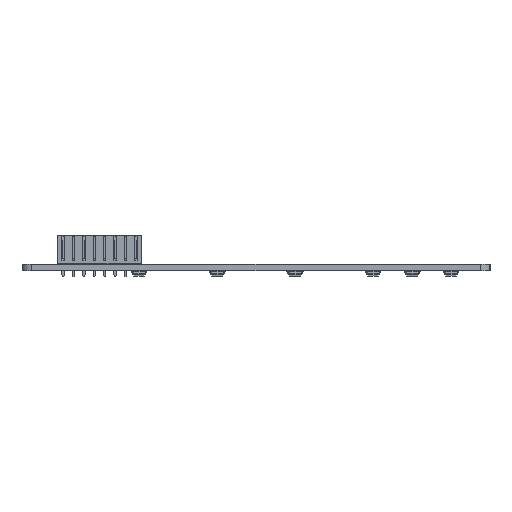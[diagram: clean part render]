
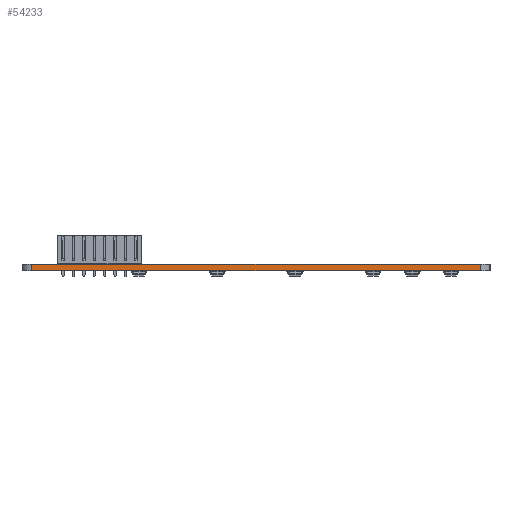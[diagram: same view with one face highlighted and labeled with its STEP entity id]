
A CAD part, left-side view. The second image highlights one B-rep face of the part: STEP entity #54233.
In plain terms, the highlighted planar face has unit normal (-1, 0, 0).
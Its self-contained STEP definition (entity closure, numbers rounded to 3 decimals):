
#22275 = PLANE('',#22276);
#22276 = AXIS2_PLACEMENT_3D('',#22277,#22278,#22279);
#22277 = CARTESIAN_POINT('',(142.875,-38.1,1.6));
#22278 = DIRECTION('',(0.,0.,1.));
#22279 = DIRECTION('',(1.,0.,0.));
#22330 = PLANE('',#22331);
#22331 = AXIS2_PLACEMENT_3D('',#22332,#22333,#22334);
#22332 = CARTESIAN_POINT('',(142.875,-38.1,0.));
#22333 = DIRECTION('',(0.,0.,1.));
#22334 = DIRECTION('',(1.,0.,0.));
#22363 = CYLINDRICAL_SURFACE('',#22364,2.381);
#22364 = AXIS2_PLACEMENT_3D('',#22365,#22366,#22367);
#22365 = CARTESIAN_POINT('',(-16.669,-92.869,0.));
#22366 = DIRECTION('',(0.,0.,-1.));
#22367 = DIRECTION('',(1.,0.,0.));
#22552 = VERTEX_POINT('',#22553);
#22553 = CARTESIAN_POINT('',(-19.05,16.669,0.));
#22568 = CYLINDRICAL_SURFACE('',#22569,2.381);
#22569 = AXIS2_PLACEMENT_3D('',#22570,#22571,#22572);
#22570 = CARTESIAN_POINT('',(-16.669,16.669,0.));
#22571 = DIRECTION('',(0.,0.,-1.));
#22572 = DIRECTION('',(1.,0.,0.));
#22580 = EDGE_CURVE('',#22552,#22581,#22583,.T.);
#22581 = VERTEX_POINT('',#22582);
#22582 = CARTESIAN_POINT('',(-19.05,-92.869,0.));
#22583 = SURFACE_CURVE('',#22584,(#22588,#22595),.PCURVE_S1.);
#22584 = LINE('',#22585,#22586);
#22585 = CARTESIAN_POINT('',(-19.05,16.669,0.));
#22586 = VECTOR('',#22587,1.);
#22587 = DIRECTION('',(0.,-1.,0.));
#22588 = PCURVE('',#22330,#22589);
#22589 = DEFINITIONAL_REPRESENTATION('',(#22590),#22594);
#22590 = LINE('',#22591,#22592);
#22591 = CARTESIAN_POINT('',(-161.925,54.769));
#22592 = VECTOR('',#22593,1.);
#22593 = DIRECTION('',(0.,-1.));
#22594 = ( GEOMETRIC_REPRESENTATION_CONTEXT(2) 
PARAMETRIC_REPRESENTATION_CONTEXT() REPRESENTATION_CONTEXT('2D SPACE',''
  ) );
#22595 = PCURVE('',#22596,#22601);
#22596 = PLANE('',#22597);
#22597 = AXIS2_PLACEMENT_3D('',#22598,#22599,#22600);
#22598 = CARTESIAN_POINT('',(-19.05,16.669,0.));
#22599 = DIRECTION('',(1.,0.,0.));
#22600 = DIRECTION('',(0.,-1.,0.));
#22601 = DEFINITIONAL_REPRESENTATION('',(#22602),#22606);
#22602 = LINE('',#22603,#22604);
#22603 = CARTESIAN_POINT('',(0.,0.));
#22604 = VECTOR('',#22605,1.);
#22605 = DIRECTION('',(1.,0.));
#22606 = ( GEOMETRIC_REPRESENTATION_CONTEXT(2) 
PARAMETRIC_REPRESENTATION_CONTEXT() REPRESENTATION_CONTEXT('2D SPACE',''
  ) );
#39785 = VERTEX_POINT('',#39786);
#39786 = CARTESIAN_POINT('',(-19.05,16.669,1.6));
#39808 = EDGE_CURVE('',#39785,#39809,#39811,.T.);
#39809 = VERTEX_POINT('',#39810);
#39810 = CARTESIAN_POINT('',(-19.05,-92.869,1.6));
#39811 = SURFACE_CURVE('',#39812,(#39816,#39823),.PCURVE_S1.);
#39812 = LINE('',#39813,#39814);
#39813 = CARTESIAN_POINT('',(-19.05,16.669,1.6));
#39814 = VECTOR('',#39815,1.);
#39815 = DIRECTION('',(0.,-1.,0.));
#39816 = PCURVE('',#22275,#39817);
#39817 = DEFINITIONAL_REPRESENTATION('',(#39818),#39822);
#39818 = LINE('',#39819,#39820);
#39819 = CARTESIAN_POINT('',(-161.925,54.769));
#39820 = VECTOR('',#39821,1.);
#39821 = DIRECTION('',(0.,-1.));
#39822 = ( GEOMETRIC_REPRESENTATION_CONTEXT(2) 
PARAMETRIC_REPRESENTATION_CONTEXT() REPRESENTATION_CONTEXT('2D SPACE',''
  ) );
#39823 = PCURVE('',#22596,#39824);
#39824 = DEFINITIONAL_REPRESENTATION('',(#39825),#39829);
#39825 = LINE('',#39826,#39827);
#39826 = CARTESIAN_POINT('',(0.,-1.6));
#39827 = VECTOR('',#39828,1.);
#39828 = DIRECTION('',(1.,0.));
#39829 = ( GEOMETRIC_REPRESENTATION_CONTEXT(2) 
PARAMETRIC_REPRESENTATION_CONTEXT() REPRESENTATION_CONTEXT('2D SPACE',''
  ) );
#54183 = EDGE_CURVE('',#22581,#39809,#54184,.T.);
#54184 = SURFACE_CURVE('',#54185,(#54189,#54196),.PCURVE_S1.);
#54185 = LINE('',#54186,#54187);
#54186 = CARTESIAN_POINT('',(-19.05,-92.869,0.));
#54187 = VECTOR('',#54188,1.);
#54188 = DIRECTION('',(0.,0.,1.));
#54189 = PCURVE('',#22363,#54190);
#54190 = DEFINITIONAL_REPRESENTATION('',(#54191),#54195);
#54191 = LINE('',#54192,#54193);
#54192 = CARTESIAN_POINT('',(-3.142,0.));
#54193 = VECTOR('',#54194,1.);
#54194 = DIRECTION('',(0.,-1.));
#54195 = ( GEOMETRIC_REPRESENTATION_CONTEXT(2) 
PARAMETRIC_REPRESENTATION_CONTEXT() REPRESENTATION_CONTEXT('2D SPACE',''
  ) );
#54196 = PCURVE('',#22596,#54197);
#54197 = DEFINITIONAL_REPRESENTATION('',(#54198),#54202);
#54198 = LINE('',#54199,#54200);
#54199 = CARTESIAN_POINT('',(109.538,0.));
#54200 = VECTOR('',#54201,1.);
#54201 = DIRECTION('',(0.,-1.));
#54202 = ( GEOMETRIC_REPRESENTATION_CONTEXT(2) 
PARAMETRIC_REPRESENTATION_CONTEXT() REPRESENTATION_CONTEXT('2D SPACE',''
  ) );
#54233 = ADVANCED_FACE('',(#54234),#22596,.F.);
#54234 = FACE_BOUND('',#54235,.F.);
#54235 = EDGE_LOOP('',(#54236,#54257,#54258,#54259));
#54236 = ORIENTED_EDGE('',*,*,#54237,.T.);
#54237 = EDGE_CURVE('',#22552,#39785,#54238,.T.);
#54238 = SURFACE_CURVE('',#54239,(#54243,#54250),.PCURVE_S1.);
#54239 = LINE('',#54240,#54241);
#54240 = CARTESIAN_POINT('',(-19.05,16.669,0.));
#54241 = VECTOR('',#54242,1.);
#54242 = DIRECTION('',(0.,0.,1.));
#54243 = PCURVE('',#22596,#54244);
#54244 = DEFINITIONAL_REPRESENTATION('',(#54245),#54249);
#54245 = LINE('',#54246,#54247);
#54246 = CARTESIAN_POINT('',(0.,0.));
#54247 = VECTOR('',#54248,1.);
#54248 = DIRECTION('',(0.,-1.));
#54249 = ( GEOMETRIC_REPRESENTATION_CONTEXT(2) 
PARAMETRIC_REPRESENTATION_CONTEXT() REPRESENTATION_CONTEXT('2D SPACE',''
  ) );
#54250 = PCURVE('',#22568,#54251);
#54251 = DEFINITIONAL_REPRESENTATION('',(#54252),#54256);
#54252 = LINE('',#54253,#54254);
#54253 = CARTESIAN_POINT('',(-3.142,0.));
#54254 = VECTOR('',#54255,1.);
#54255 = DIRECTION('',(0.,-1.));
#54256 = ( GEOMETRIC_REPRESENTATION_CONTEXT(2) 
PARAMETRIC_REPRESENTATION_CONTEXT() REPRESENTATION_CONTEXT('2D SPACE',''
  ) );
#54257 = ORIENTED_EDGE('',*,*,#39808,.T.);
#54258 = ORIENTED_EDGE('',*,*,#54183,.F.);
#54259 = ORIENTED_EDGE('',*,*,#22580,.F.);
